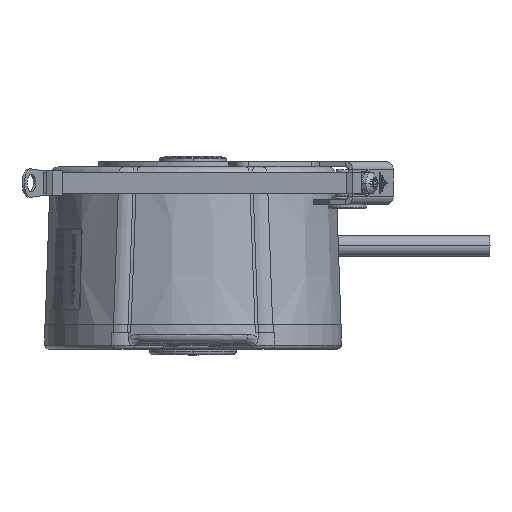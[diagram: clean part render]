
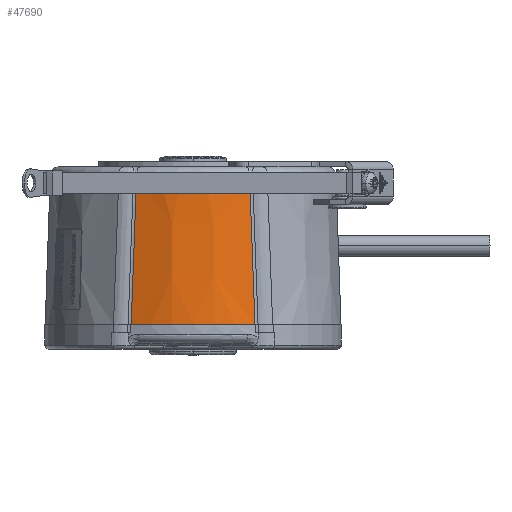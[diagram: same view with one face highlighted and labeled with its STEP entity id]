
A CAD part, front view. The second image highlights one B-rep face of the part: STEP entity #47690.
In plain terms, the highlighted conical face has half-angle 2 degrees and reference radius 51.889 mm.
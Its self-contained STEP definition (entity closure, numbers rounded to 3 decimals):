
#11531=CARTESIAN_POINT('',(0.,0.,-47.2));
#11532=DIRECTION('',(0.,0.,1.));
#11533=DIRECTION('',(-0.434,-0.901,0.));
#11534=AXIS2_PLACEMENT_3D('',#11531,#11532,#11533);
#11536=CARTESIAN_POINT('',(-22.935,-47.626,-47.2));
#11537=CARTESIAN_POINT('',(-22.76,-47.524,
-42.389));
#11538=CARTESIAN_POINT('',(-22.412,-47.321,
-32.854));
#11539=CARTESIAN_POINT('',(-21.897,-47.02,
-18.796));
#11540=CARTESIAN_POINT('',(-21.39,-46.724,
-5.023));
#11541=CARTESIAN_POINT('',(-21.058,-46.53,
3.961));
#11542=CARTESIAN_POINT('',(-20.894,-46.434,
8.405));
#11544=CARTESIAN_POINT('',(0.,0.,8.405));
#11545=DIRECTION('',(0.,0.,1.));
#11546=DIRECTION('',(-0.41,-0.912,0.));
#11547=AXIS2_PLACEMENT_3D('',#11544,#11545,#11546);
#11549=CARTESIAN_POINT('',(20.894,-46.434,
8.405));
#11550=CARTESIAN_POINT('',(21.058,-46.53,
3.968));
#11551=CARTESIAN_POINT('',(21.39,-46.724,
-5.008));
#11552=CARTESIAN_POINT('',(21.897,-47.02,
-18.79));
#11553=CARTESIAN_POINT('',(22.412,-47.321,
-32.855));
#11554=CARTESIAN_POINT('',(22.76,-47.524,
-42.39));
#11555=CARTESIAN_POINT('',(22.935,-47.626,-47.2));
#11611=CARTESIAN_POINT('',(-20.894,-46.434,
8.405));
#35522=VERTEX_POINT('',#11611);
#35523=CARTESIAN_POINT('',(20.894,-46.434,
8.405));
#35524=VERTEX_POINT('',#35523);
#36154=CARTESIAN_POINT('',(-22.935,-47.626,-47.2));
#36155=CARTESIAN_POINT('',(22.935,-47.626,-47.2));
#36156=VERTEX_POINT('',#36154);
#36157=VERTEX_POINT('',#36155);
#47677=CARTESIAN_POINT('',(0.,0.,-19.398));
#47678=DIRECTION('',(0.,0.,-1.));
#47679=DIRECTION('',(-1.,0.,0.));
#47680=AXIS2_PLACEMENT_3D('',#47677,#47678,#47679);
#47681=CONICAL_SURFACE('',#47680,51.889,2.);
#47682=ORIENTED_EDGE('',*,*,#39717,.F.);
#47684=ORIENTED_EDGE('',*,*,#47683,.T.);
#47686=ORIENTED_EDGE('',*,*,#47685,.T.);
#47687=ORIENTED_EDGE('',*,*,#47669,.T.);
#47688=EDGE_LOOP('',(#47682,#47684,#47686,#47687));
#47689=FACE_OUTER_BOUND('',#47688,.F.);
#11535=CIRCLE('',#11534,52.86);
#11543=B_SPLINE_CURVE_WITH_KNOTS('',3,(#11536,#11537,#11538,#11539,#11540,
#11541,#11542),.UNSPECIFIED.,.F.,.F.,(4,1,1,1,4),(0.,0.25,0.5,0.75,
1.),.UNSPECIFIED.);
#11548=CIRCLE('',#11547,50.919);
#11556=B_SPLINE_CURVE_WITH_KNOTS('',3,(#11549,#11550,#11551,#11552,#11553,
#11554,#11555),.UNSPECIFIED.,.F.,.F.,(4,1,1,1,4),(0.,0.25,0.5,0.75,
1.),.UNSPECIFIED.);
#39717=EDGE_CURVE('',#36156,#36157,#11535,.T.);
#47669=EDGE_CURVE('',#35524,#36157,#11556,.T.);
#47683=EDGE_CURVE('',#36156,#35522,#11543,.T.);
#47685=EDGE_CURVE('',#35522,#35524,#11548,.T.);
#47690=ADVANCED_FACE('',(#47689),#47681,.T.);
